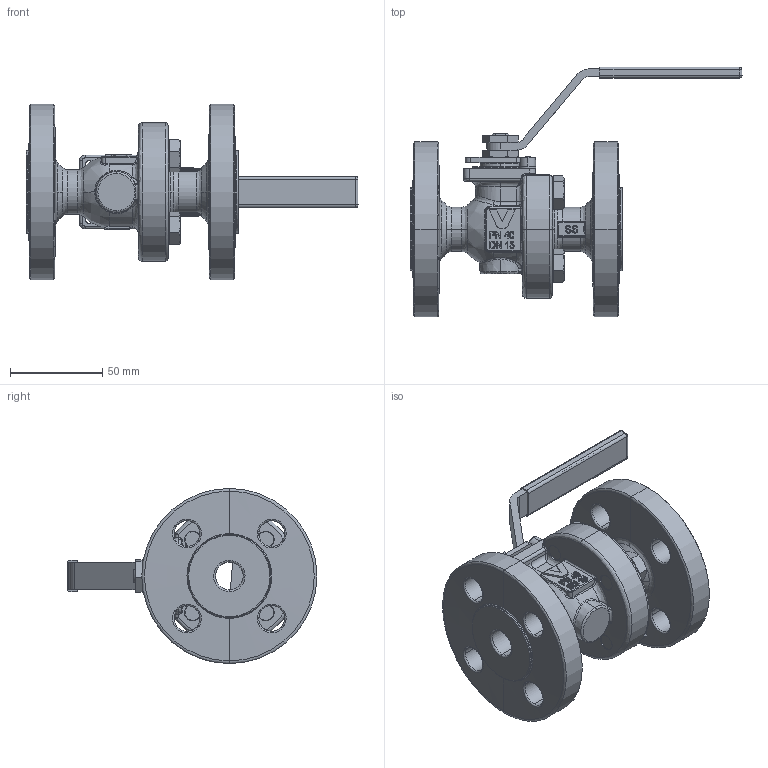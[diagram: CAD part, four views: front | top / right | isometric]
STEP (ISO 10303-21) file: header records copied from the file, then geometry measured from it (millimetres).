
FILE_DESCRIPTION (( 'STEP AP203' ), '1' );
FILE_NAME ('76000004.STEP', '2013-01-31T08:13:45', ( 'Xeon' ), ( '' ), 'SwSTEP 2.0', 'SolidWorks 2010', '' );
FILE_SCHEMA (( 'CONFIG_CONTROL_DESIGN' ));
Products named in the file (1): 76000004
Bounding box: 180 x 135.5 x 95 mm (x, y, z)
Volume: 327706.1 mm3; surface area: 89301.6 mm2
Topology: 2 solids, 2 shells, 1114 faces, 2908 edges, 1812 vertices
Faces by surface type: plane 376, bspline 364, cylinder 222, cone 152
Entity records: 67783 total; most frequent: CARTESIAN_POINT 43233, ORIENTED_EDGE 5772, DIRECTION 4251, EDGE_CURVE 2886, VERTEX_POINT 1812, AXIS2_PLACEMENT_3D 1576, EDGE_LOOP 1214, FACE_OUTER_BOUND 1114
